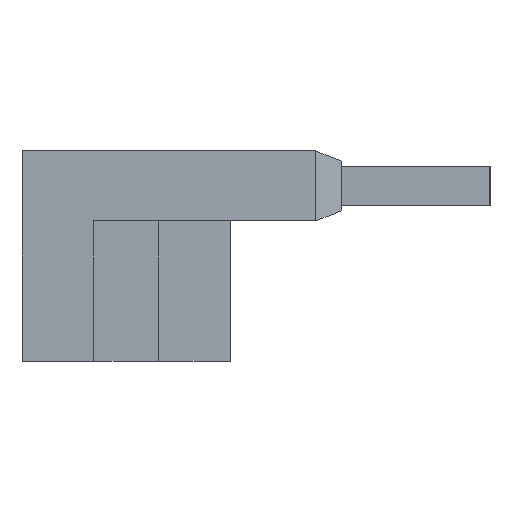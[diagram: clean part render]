
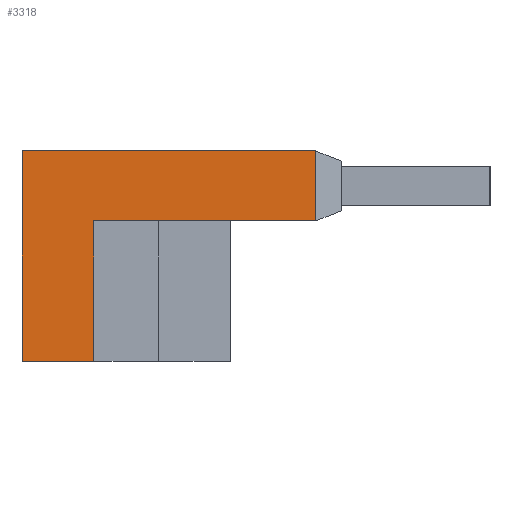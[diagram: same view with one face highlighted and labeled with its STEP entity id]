
A CAD part, left-side view. The second image highlights one B-rep face of the part: STEP entity #3318.
In plain terms, the highlighted planar face has unit normal (-1, 0, 0).
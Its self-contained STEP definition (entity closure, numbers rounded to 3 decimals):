
#75 = LINE ( 'NONE', #651, #78 ) ;
#78 = VECTOR ( 'NONE', #652, 1000. ) ;
#101 = LINE ( 'NONE', #677, #104 ) ;
#104 = VECTOR ( 'NONE', #678, 1000. ) ;
#532 = CARTESIAN_POINT ( 'NONE',  ( 6., 105.7, 104. ) ) ;
#560 = CARTESIAN_POINT ( 'NONE',  ( 6., 103.6, 95.8 ) ) ;
#562 = DIRECTION ( 'NONE',  ( 0., 0., -1. ) ) ;
#566 = DIRECTION ( 'NONE',  ( 0., -1., 0. ) ) ;
#617 = CARTESIAN_POINT ( 'NONE',  ( 6., 88.5, 108.1 ) ) ;
#618 = DIRECTION ( 'NONE',  ( 0., 1., 0. ) ) ;
#621 = CARTESIAN_POINT ( 'NONE',  ( 6., 88.5, 104. ) ) ;
#622 = DIRECTION ( 'NONE',  ( 0., -1., 0. ) ) ;
#651 = CARTESIAN_POINT ( 'NONE',  ( 6., 88.5, 104. ) ) ;
#652 = DIRECTION ( 'NONE',  ( 0., 0., 1. ) ) ;
#677 = CARTESIAN_POINT ( 'NONE',  ( 6., 101.5, 104. ) ) ;
#678 = DIRECTION ( 'NONE',  ( 0., 0., 1. ) ) ;
#729 = CARTESIAN_POINT ( 'NONE',  ( 6., 105.7, 95.8 ) ) ;
#1121 = AXIS2_PLACEMENT_3D ( 'NONE', #8510, #8475, #8474 ) ;
#2129 = LINE ( 'NONE', #532, #2144 ) ;
#2143 = LINE ( 'NONE', #560, #2148 ) ;
#2144 = VECTOR ( 'NONE', #562, 1000. ) ;
#2148 = VECTOR ( 'NONE', #566, 1000. ) ;
#2197 = LINE ( 'NONE', #617, #2200 ) ;
#2200 = VECTOR ( 'NONE', #618, 1000. ) ;
#2201 = LINE ( 'NONE', #621, #2204 ) ;
#2204 = VECTOR ( 'NONE', #622, 1000. ) ;
#2604 = ORIENTED_EDGE ( 'NONE', *, *, #4080, .T. ) ;
#2613 = ORIENTED_EDGE ( 'NONE', *, *, #4110, .T. ) ;
#2715 = ORIENTED_EDGE ( 'NONE', *, *, #4052, .T. ) ;
#2719 = ORIENTED_EDGE ( 'NONE', *, *, #4082, .T. ) ;
#2722 = ORIENTED_EDGE ( 'NONE', *, *, #4054, .T. ) ;
#2723 = ORIENTED_EDGE ( 'NONE', *, *, #4097, .T. ) ;
#2954 = VERTEX_POINT ( 'NONE', #3929 ) ;
#3028 = VERTEX_POINT ( 'NONE', #3876 ) ;
#3137 = VERTEX_POINT ( 'NONE', #3770 ) ;
#3154 = VERTEX_POINT ( 'NONE', #3676 ) ;
#3158 = VERTEX_POINT ( 'NONE', #3681 ) ;
#3318 = ADVANCED_FACE ( 'NONE', ( #6515 ), #8523, .T. ) ;
#3676 = CARTESIAN_POINT ( 'NONE',  ( 6., 101.5, 95.8 ) ) ;
#3681 = CARTESIAN_POINT ( 'NONE',  ( 6., 105.7, 108.1 ) ) ;
#3770 = CARTESIAN_POINT ( 'NONE',  ( 6., 101.5, 104. ) ) ;
#3876 = CARTESIAN_POINT ( 'NONE',  ( 6., 88.5, 108.1 ) ) ;
#3929 = CARTESIAN_POINT ( 'NONE',  ( 6., 88.5, 104. ) ) ;
#4052 = EDGE_CURVE ( 'NONE', #3158, #5310, #2129, .T. ) ;
#4054 = EDGE_CURVE ( 'NONE', #5310, #3154, #2143, .T. ) ;
#4080 = EDGE_CURVE ( 'NONE', #3028, #3158, #2197, .T. ) ;
#4082 = EDGE_CURVE ( 'NONE', #3137, #2954, #2201, .T. ) ;
#4097 = EDGE_CURVE ( 'NONE', #2954, #3028, #75, .T. ) ;
#4110 = EDGE_CURVE ( 'NONE', #3154, #3137, #101, .T. ) ;
#5232 = EDGE_LOOP ( 'NONE', ( #2719, #2723, #2604, #2715, #2722, #2613 ) ) ;
#5310 = VERTEX_POINT ( 'NONE', #729 ) ;
#6515 = FACE_OUTER_BOUND ( 'NONE', #5232, .T. ) ;
#8474 = DIRECTION ( 'NONE',  ( 0., 0., 1. ) ) ;
#8475 = DIRECTION ( 'NONE',  ( -1., 0., 0. ) ) ;
#8510 = CARTESIAN_POINT ( 'NONE',  ( 6., 88.5, 104. ) ) ;
#8523 = PLANE ( 'NONE',  #1121 ) ;
